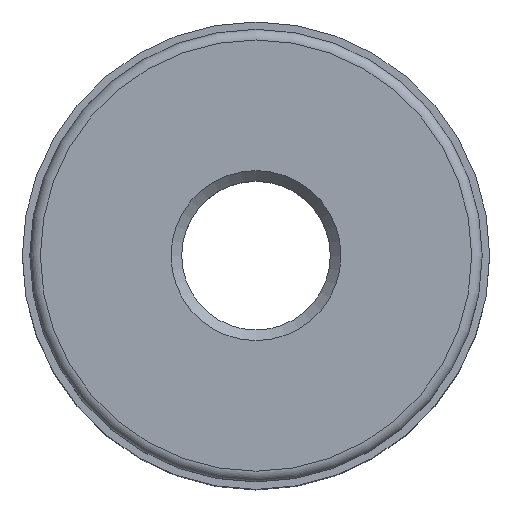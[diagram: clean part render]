
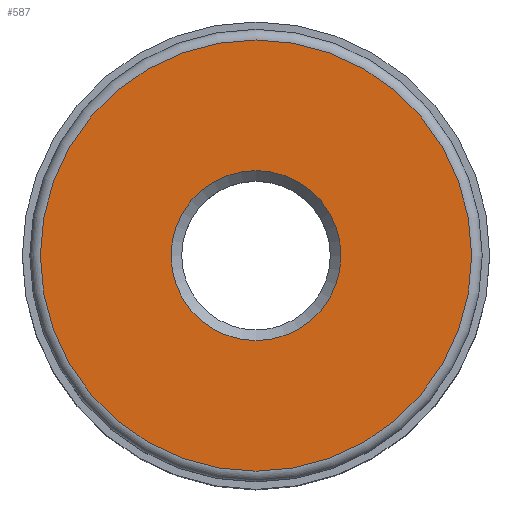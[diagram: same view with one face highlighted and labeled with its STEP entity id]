
A CAD part, top view. The second image highlights one B-rep face of the part: STEP entity #587.
In plain terms, the highlighted planar face has unit normal (0, 0, 1).
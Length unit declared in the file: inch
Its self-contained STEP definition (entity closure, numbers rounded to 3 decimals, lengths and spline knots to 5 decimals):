
#18=FACE_BOUND('',#118,.T.);
#24=PLANE('',#704);
#82=FACE_OUTER_BOUND('',#117,.T.);
#117=EDGE_LOOP('',(#544,#545));
#118=EDGE_LOOP('',(#546,#547));
#167=CIRCLE('',#615,0.08);
#168=CIRCLE('',#616,0.08);
#183=CIRCLE('',#635,0.203);
#184=CIRCLE('',#636,0.203);
#233=VERTEX_POINT('',#935);
#234=VERTEX_POINT('',#937);
#247=VERTEX_POINT('',#971);
#248=VERTEX_POINT('',#973);
#297=EDGE_CURVE('',#234,#233,#167,.T.);
#298=EDGE_CURVE('',#233,#234,#168,.T.);
#315=EDGE_CURVE('',#248,#247,#183,.T.);
#316=EDGE_CURVE('',#247,#248,#184,.T.);
#544=ORIENTED_EDGE('',*,*,#315,.T.);
#545=ORIENTED_EDGE('',*,*,#316,.T.);
#546=ORIENTED_EDGE('',*,*,#297,.T.);
#547=ORIENTED_EDGE('',*,*,#298,.T.);
#587=ADVANCED_FACE('',(#82,#18),#24,.F.);
#615=AXIS2_PLACEMENT_3D('',#938,#722,#723);
#616=AXIS2_PLACEMENT_3D('',#939,#724,#725);
#635=AXIS2_PLACEMENT_3D('',#974,#764,#765);
#636=AXIS2_PLACEMENT_3D('',#975,#766,#767);
#704=AXIS2_PLACEMENT_3D('',#1102,#919,#920);
#722=DIRECTION('center_axis',(0.,0.,-1.));
#723=DIRECTION('ref_axis',(-1.,0.,0.));
#724=DIRECTION('center_axis',(0.,0.,-1.));
#725=DIRECTION('ref_axis',(-1.,0.,0.));
#764=DIRECTION('center_axis',(0.,0.,1.));
#765=DIRECTION('ref_axis',(-1.,0.,0.));
#766=DIRECTION('center_axis',(0.,0.,1.));
#767=DIRECTION('ref_axis',(-1.,0.,0.));
#919=DIRECTION('center_axis',(0.,0.,-1.));
#920=DIRECTION('ref_axis',(-1.,0.,0.));
#935=CARTESIAN_POINT('',(-0.08,0.,0.));
#937=CARTESIAN_POINT('',(0.08,0.,0.));
#938=CARTESIAN_POINT('Origin',(0.,0.,0.));
#939=CARTESIAN_POINT('Origin',(0.,0.,0.));
#971=CARTESIAN_POINT('',(0.203,0.,0.));
#973=CARTESIAN_POINT('',(-0.203,0.,0.));
#974=CARTESIAN_POINT('Origin',(0.,0.,0.));
#975=CARTESIAN_POINT('Origin',(0.,0.,0.));
#1102=CARTESIAN_POINT('Origin',(0.,0.07,0.));
